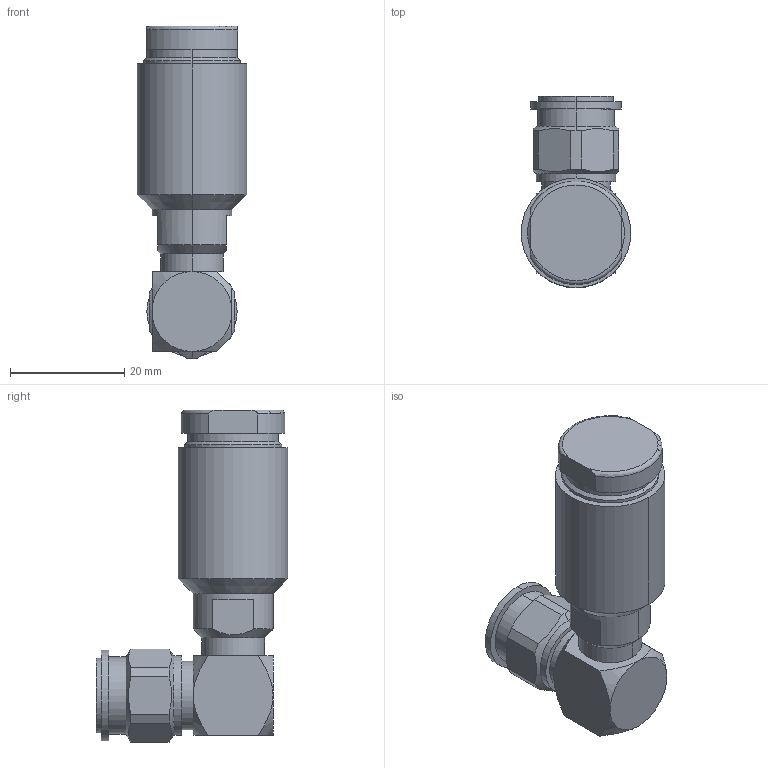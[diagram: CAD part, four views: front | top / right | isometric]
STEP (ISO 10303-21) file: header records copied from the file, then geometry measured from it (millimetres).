
FILE_DESCRIPTION((''),'2;1');
FILE_NAME('PRT0001','2021-08-28T',('Administrator'),(''),'PRO/ENGINEER BY PARAMETRIC TECHNOLOGY CORPORATION, 2012090','PRO/ENGINEER BY PARAMETRIC TECHNOLOGY CORPORATION, 2012090','');
FILE_SCHEMA(('CONFIG_CONTROL_DESIGN'));
Length unit declared in the file: millimetre
Products named in the file (1): PRT0001
Bounding box: 19.2 x 33.6 x 58.14 mm (x, y, z)
Volume: 14989.8 mm3; surface area: 5696.4 mm2
Topology: 1 solids, 1 shells, 136 faces, 319 edges, 197 vertices
Faces by surface type: cylinder 52, plane 42, cone 30, torus 6, bspline 6
Entity records: 5697 total; most frequent: CARTESIAN_POINT 2643, ORIENTED_EDGE 638, DIRECTION 606, EDGE_CURVE 319, AXIS2_PLACEMENT_3D 245, VERTEX_POINT 197, EDGE_LOOP 148, FACE_OUTER_BOUND 136
